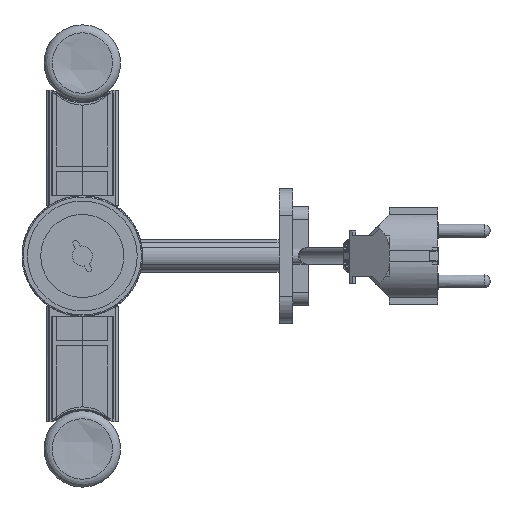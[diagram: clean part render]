
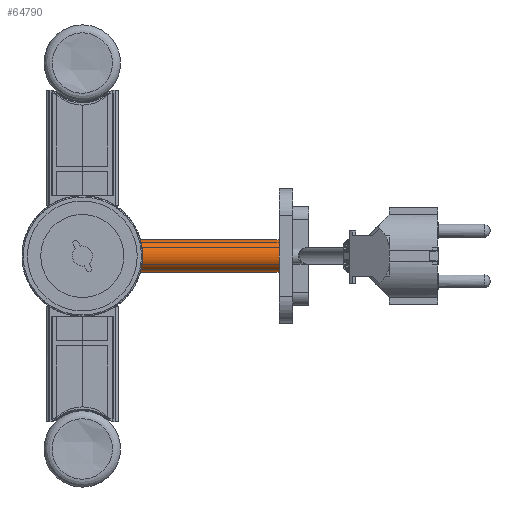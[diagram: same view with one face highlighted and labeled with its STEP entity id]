
A CAD part, front view. The second image highlights one B-rep face of the part: STEP entity #64790.
In plain terms, the highlighted cylindrical face has radius 6 mm (diameter 12 mm), a full revolution.
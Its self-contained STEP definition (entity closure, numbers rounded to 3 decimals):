
#1178 = DIRECTION ( 'NONE',  ( 1., 0., 0. ) ) ;
#2559 = VERTEX_POINT ( 'NONE', #43668 ) ;
#7784 = EDGE_LOOP ( 'NONE', ( #53731 ) ) ;
#10017 = DIRECTION ( 'NONE',  ( 0., 0., -1. ) ) ;
#12790 = CIRCLE ( 'NONE', #70041, 6. ) ;
#15531 = FACE_OUTER_BOUND ( 'NONE', #19397, .T. ) ;
#17833 = AXIS2_PLACEMENT_3D ( 'NONE', #41763, #10017, #69060 ) ;
#19397 = EDGE_LOOP ( 'NONE', ( #54872 ) ) ;
#22357 = FACE_OUTER_BOUND ( 'NONE', #7784, .T. ) ;
#22961 = CARTESIAN_POINT ( 'NONE',  ( 0., 0., 0. ) ) ;
#23877 = DIRECTION ( 'NONE',  ( 0., 0., 1. ) ) ;
#29066 = EDGE_CURVE ( 'NONE', #29949, #29949, #32512, .T. ) ;
#29949 = VERTEX_POINT ( 'NONE', #33600 ) ;
#32512 = CIRCLE ( 'NONE', #35924, 6. ) ;
#33600 = CARTESIAN_POINT ( 'NONE',  ( 6., 0., 57.5 ) ) ;
#35924 = AXIS2_PLACEMENT_3D ( 'NONE', #61003, #44499, #39492 ) ;
#35994 = CYLINDRICAL_SURFACE ( 'NONE', #17833, 6. ) ;
#39492 = DIRECTION ( 'NONE',  ( 1., 0., 0. ) ) ;
#41763 = CARTESIAN_POINT ( 'NONE',  ( 0., 0., 57.5 ) ) ;
#43668 = CARTESIAN_POINT ( 'NONE',  ( 6., 0., 0. ) ) ;
#44499 = DIRECTION ( 'NONE',  ( 0., 0., 1. ) ) ;
#53731 = ORIENTED_EDGE ( 'NONE', *, *, #57641, .T. ) ;
#54872 = ORIENTED_EDGE ( 'NONE', *, *, #29066, .F. ) ;
#57641 = EDGE_CURVE ( 'NONE', #2559, #2559, #12790, .T. ) ;
#61003 = CARTESIAN_POINT ( 'NONE',  ( 0., 0., 57.5 ) ) ;
#64790 = ADVANCED_FACE ( 'NONE', ( #15531, #22357 ), #35994, .T. ) ;
#69060 = DIRECTION ( 'NONE',  ( -1., 0., 0. ) ) ;
#70041 = AXIS2_PLACEMENT_3D ( 'NONE', #22961, #23877, #1178 ) ;
